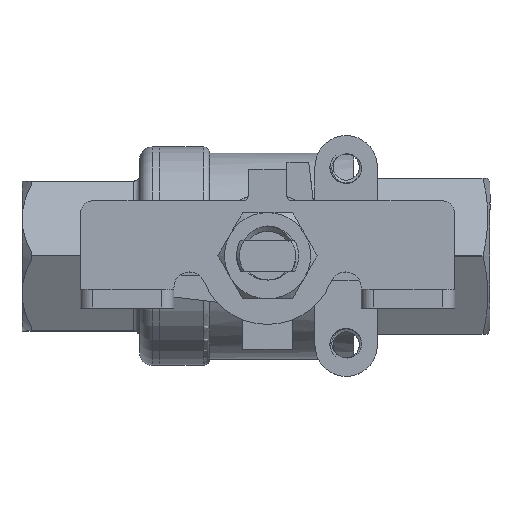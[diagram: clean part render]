
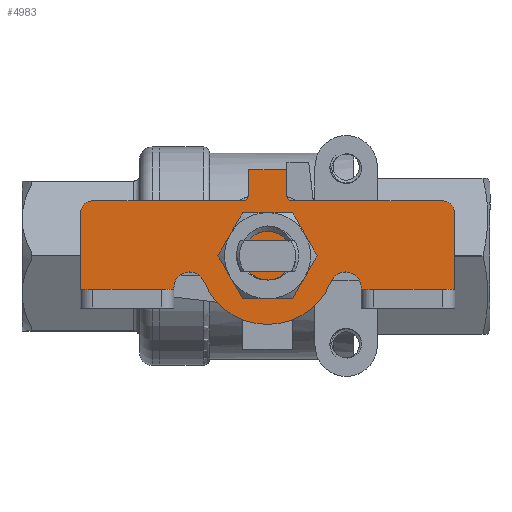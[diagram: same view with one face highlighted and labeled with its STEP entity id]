
A CAD part, top view. The second image highlights one B-rep face of the part: STEP entity #4983.
In plain terms, the highlighted planar face has unit normal (0, 0, 1).
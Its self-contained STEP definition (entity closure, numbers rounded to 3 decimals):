
#542=CIRCLE('',#5280,5.);
#544=CIRCLE('',#5287,2.5);
#546=CIRCLE('',#5290,11.);
#548=CIRCLE('',#5293,2.5);
#550=CIRCLE('',#5299,2.);
#552=CIRCLE('',#5303,1.);
#554=CIRCLE('',#5309,1.);
#556=CIRCLE('',#5313,2.);
#557=CIRCLE('',#5315,5.);
#870=ORIENTED_EDGE('',*,*,#2408,.F.);
#871=ORIENTED_EDGE('',*,*,#2460,.F.);
#872=ORIENTED_EDGE('',*,*,#2401,.F.);
#873=ORIENTED_EDGE('',*,*,#2405,.F.);
#874=ORIENTED_EDGE('',*,*,#2393,.T.);
#875=ORIENTED_EDGE('',*,*,#2429,.T.);
#876=ORIENTED_EDGE('',*,*,#2425,.T.);
#877=ORIENTED_EDGE('',*,*,#2422,.T.);
#878=ORIENTED_EDGE('',*,*,#2419,.T.);
#879=ORIENTED_EDGE('',*,*,#2415,.T.);
#880=ORIENTED_EDGE('',*,*,#2397,.T.);
#881=ORIENTED_EDGE('',*,*,#2412,.T.);
#882=ORIENTED_EDGE('',*,*,#2459,.T.);
#883=ORIENTED_EDGE('',*,*,#2456,.T.);
#884=ORIENTED_EDGE('',*,*,#2453,.T.);
#885=ORIENTED_EDGE('',*,*,#2450,.T.);
#886=ORIENTED_EDGE('',*,*,#2448,.T.);
#887=ORIENTED_EDGE('',*,*,#2446,.T.);
#888=ORIENTED_EDGE('',*,*,#2442,.T.);
#889=ORIENTED_EDGE('',*,*,#2439,.T.);
#890=ORIENTED_EDGE('',*,*,#2436,.T.);
#891=ORIENTED_EDGE('',*,*,#2432,.T.);
#2393=EDGE_CURVE('',#3208,#3209,#3800,.T.);
#2397=EDGE_CURVE('',#3211,#3210,#3804,.T.);
#2401=EDGE_CURVE('',#3214,#3215,#3808,.T.);
#2405=EDGE_CURVE('',#3217,#3214,#542,.T.);
#2408=EDGE_CURVE('',#3219,#3217,#3813,.T.);
#2412=EDGE_CURVE('',#3210,#3222,#3817,.T.);
#2415=EDGE_CURVE('',#3224,#3211,#3820,.T.);
#2419=EDGE_CURVE('',#3227,#3224,#544,.T.);
#2422=EDGE_CURVE('',#3229,#3227,#546,.T.);
#2425=EDGE_CURVE('',#3231,#3229,#548,.T.);
#2429=EDGE_CURVE('',#3209,#3231,#3828,.T.);
#2432=EDGE_CURVE('',#3234,#3208,#3831,.T.);
#2436=EDGE_CURVE('',#3237,#3234,#550,.T.);
#2439=EDGE_CURVE('',#3239,#3237,#3836,.T.);
#2442=EDGE_CURVE('',#3241,#3239,#552,.T.);
#2446=EDGE_CURVE('',#3242,#3241,#3841,.T.);
#2448=EDGE_CURVE('',#3243,#3242,#3843,.T.);
#2450=EDGE_CURVE('',#3245,#3243,#3845,.T.);
#2453=EDGE_CURVE('',#3247,#3245,#554,.T.);
#2456=EDGE_CURVE('',#3249,#3247,#3849,.T.);
#2459=EDGE_CURVE('',#3222,#3249,#556,.T.);
#2460=EDGE_CURVE('',#3215,#3219,#557,.T.);
#3208=VERTEX_POINT('',#6606);
#3209=VERTEX_POINT('',#6608);
#3210=VERTEX_POINT('',#6615);
#3211=VERTEX_POINT('',#6617);
#3214=VERTEX_POINT('',#6624);
#3215=VERTEX_POINT('',#6626);
#3217=VERTEX_POINT('',#6632);
#3219=VERTEX_POINT('',#6638);
#3222=VERTEX_POINT('',#6646);
#3224=VERTEX_POINT('',#6654);
#3227=VERTEX_POINT('',#6662);
#3229=VERTEX_POINT('',#6668);
#3231=VERTEX_POINT('',#6674);
#3234=VERTEX_POINT('',#6687);
#3237=VERTEX_POINT('',#6695);
#3239=VERTEX_POINT('',#6701);
#3241=VERTEX_POINT('',#6707);
#3242=VERTEX_POINT('',#6711);
#3243=VERTEX_POINT('',#6716);
#3245=VERTEX_POINT('',#6722);
#3247=VERTEX_POINT('',#6728);
#3249=VERTEX_POINT('',#6734);
#3800=LINE('',#6609,#4050);
#3804=LINE('',#6616,#4054);
#3808=LINE('',#6625,#4058);
#3813=LINE('',#6639,#4063);
#3817=LINE('',#6647,#4067);
#3820=LINE('',#6653,#4070);
#3828=LINE('',#6680,#4078);
#3831=LINE('',#6686,#4081);
#3836=LINE('',#6700,#4086);
#3841=LINE('',#6713,#4091);
#3843=LINE('',#6717,#4093);
#3845=LINE('',#6721,#4095);
#3849=LINE('',#6733,#4099);
#4050=VECTOR('',#5658,1000.);
#4054=VECTOR('',#5666,1000.);
#4058=VECTOR('',#5672,1000.);
#4063=VECTOR('',#5685,1000.);
#4067=VECTOR('',#5691,1000.);
#4070=VECTOR('',#5698,1000.);
#4078=VECTOR('',#5726,1000.);
#4081=VECTOR('',#5733,1000.);
#4086=VECTOR('',#5746,1000.);
#4091=VECTOR('',#5759,1000.);
#4093=VECTOR('',#5763,1000.);
#4095=VECTOR('',#5767,1000.);
#4099=VECTOR('',#5779,1000.);
#4312=EDGE_LOOP('',(#870,#871,#872,#873));
#4313=EDGE_LOOP('',(#874,#875,#876,#877,#878,#879,#880,#881,#882,#883,#884,
#885,#886,#887,#888,#889,#890,#891));
#4591=FACE_BOUND('',#4312,.T.);
#4592=FACE_BOUND('',#4313,.T.);
#4858=PLANE('',#5314);
#4983=ADVANCED_FACE('',(#4591,#4592),#4858,.T.);
#5280=AXIS2_PLACEMENT_3D('',#6633,#5679,#5680);
#5287=AXIS2_PLACEMENT_3D('',#6661,#5705,#5706);
#5290=AXIS2_PLACEMENT_3D('',#6667,#5712,#5713);
#5293=AXIS2_PLACEMENT_3D('',#6673,#5719,#5720);
#5299=AXIS2_PLACEMENT_3D('',#6694,#5740,#5741);
#5303=AXIS2_PLACEMENT_3D('',#6706,#5752,#5753);
#5309=AXIS2_PLACEMENT_3D('',#6727,#5773,#5774);
#5313=AXIS2_PLACEMENT_3D('',#6738,#5785,#5786);
#5314=AXIS2_PLACEMENT_3D('',#6739,#5787,#5788);
#5315=AXIS2_PLACEMENT_3D('',#6740,#5789,#5790);
#5658=DIRECTION('',(1.,0.,0.));
#5666=DIRECTION('',(1.,0.,0.));
#5672=DIRECTION('',(1.,0.,0.));
#5679=DIRECTION('',(0.,0.,1.));
#5680=DIRECTION('',(-1.,0.,0.));
#5685=DIRECTION('',(-1.,0.,0.));
#5691=DIRECTION('',(0.,1.,0.));
#5698=DIRECTION('',(0.,-1.,0.));
#5705=DIRECTION('',(0.,0.,-1.));
#5706=DIRECTION('',(-1.,0.,0.));
#5712=DIRECTION('',(0.,0.,1.));
#5713=DIRECTION('',(-1.,0.,0.));
#5719=DIRECTION('',(0.,0.,-1.));
#5720=DIRECTION('',(-1.,0.,0.));
#5726=DIRECTION('',(0.,1.,0.));
#5733=DIRECTION('',(0.,-1.,0.));
#5740=DIRECTION('',(0.,0.,1.));
#5741=DIRECTION('',(-1.,0.,0.));
#5746=DIRECTION('',(-1.,0.,0.));
#5752=DIRECTION('',(0.,0.,-1.));
#5753=DIRECTION('',(-1.,0.,0.));
#5759=DIRECTION('',(0.,-1.,0.));
#5763=DIRECTION('',(-1.,0.,0.));
#5767=DIRECTION('',(0.,1.,0.));
#5773=DIRECTION('',(0.,0.,-1.));
#5774=DIRECTION('',(-1.,0.,0.));
#5779=DIRECTION('',(-1.,0.,0.));
#5785=DIRECTION('',(0.,0.,1.));
#5786=DIRECTION('',(-1.,0.,0.));
#5787=DIRECTION('',(0.,0.,1.));
#5788=DIRECTION('',(-1.,0.,0.));
#5789=DIRECTION('',(0.,0.,1.));
#5790=DIRECTION('',(-1.,0.,0.));
#6606=CARTESIAN_POINT('',(-30.,-5.4,34.8));
#6608=CARTESIAN_POINT('',(-15.,-5.4,34.8));
#6609=CARTESIAN_POINT('',(0.,-5.4,34.8));
#6615=CARTESIAN_POINT('',(30.,-5.4,34.8));
#6616=CARTESIAN_POINT('',(0.,-5.4,34.8));
#6617=CARTESIAN_POINT('',(15.,-5.4,34.8));
#6624=CARTESIAN_POINT('',(-4.33,-2.5,34.8));
#6625=CARTESIAN_POINT('',(4.33,-2.5,34.8));
#6626=CARTESIAN_POINT('',(4.33,-2.5,34.8));
#6632=CARTESIAN_POINT('',(-4.33,2.5,34.8));
#6633=CARTESIAN_POINT('',(0.,0.,34.8));
#6638=CARTESIAN_POINT('',(4.33,2.5,34.8));
#6639=CARTESIAN_POINT('',(4.33,2.5,34.8));
#6646=CARTESIAN_POINT('',(30.,6.8,34.8));
#6647=CARTESIAN_POINT('',(30.,-8.4,34.8));
#6653=CARTESIAN_POINT('',(15.,-8.4,34.8));
#6654=CARTESIAN_POINT('',(15.,-5.099,34.8));
#6661=CARTESIAN_POINT('',(12.5,-5.099,34.8));
#6662=CARTESIAN_POINT('',(10.185,-4.155,34.8));
#6667=CARTESIAN_POINT('',(0.,0.,34.8));
#6668=CARTESIAN_POINT('',(-10.185,-4.155,34.8));
#6673=CARTESIAN_POINT('',(-12.5,-5.099,34.8));
#6674=CARTESIAN_POINT('',(-15.,-5.099,34.8));
#6680=CARTESIAN_POINT('',(-15.,-5.099,34.8));
#6686=CARTESIAN_POINT('',(-30.,6.8,34.8));
#6687=CARTESIAN_POINT('',(-30.,6.8,34.8));
#6694=CARTESIAN_POINT('',(-28.,6.8,34.8));
#6695=CARTESIAN_POINT('',(-28.,8.8,34.8));
#6700=CARTESIAN_POINT('',(-4.,8.8,34.8));
#6701=CARTESIAN_POINT('',(-4.,8.8,34.8));
#6706=CARTESIAN_POINT('',(-4.,9.8,34.8));
#6707=CARTESIAN_POINT('',(-3.,9.8,34.8));
#6711=CARTESIAN_POINT('',(-3.,13.8,34.8));
#6713=CARTESIAN_POINT('',(-3.,13.8,34.8));
#6716=CARTESIAN_POINT('',(3.,13.8,34.8));
#6717=CARTESIAN_POINT('',(3.,13.8,34.8));
#6721=CARTESIAN_POINT('',(3.,13.8,34.8));
#6722=CARTESIAN_POINT('',(3.,9.8,34.8));
#6727=CARTESIAN_POINT('',(4.,9.8,34.8));
#6728=CARTESIAN_POINT('',(4.,8.8,34.8));
#6733=CARTESIAN_POINT('',(28.,8.8,34.8));
#6734=CARTESIAN_POINT('',(28.,8.8,34.8));
#6738=CARTESIAN_POINT('',(28.,6.8,34.8));
#6739=CARTESIAN_POINT('',(28.,6.8,34.8));
#6740=CARTESIAN_POINT('',(0.,0.,34.8));
